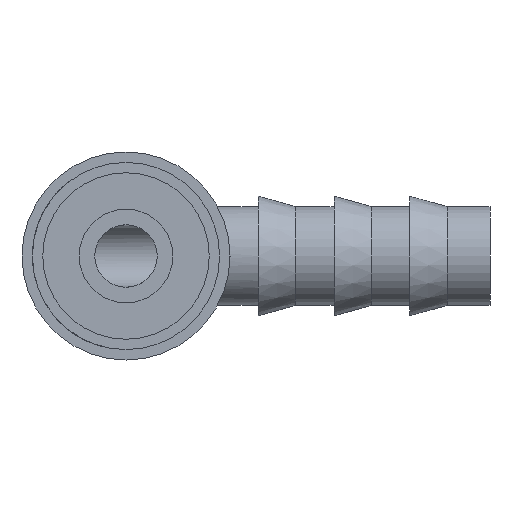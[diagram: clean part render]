
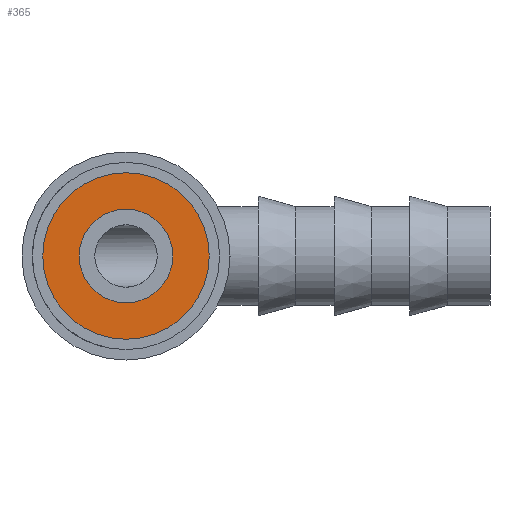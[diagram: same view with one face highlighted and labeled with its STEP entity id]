
A CAD part, left-side view. The second image highlights one B-rep face of the part: STEP entity #365.
In plain terms, the highlighted planar face has unit normal (-1, 0, 0).
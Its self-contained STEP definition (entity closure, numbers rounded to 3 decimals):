
#244 = CARTESIAN_POINT ( 'NONE',  ( 0., 0., 0. ) ) ;
#365 = ADVANCED_FACE ( 'NONE', ( #2538, #4388 ), #2576, .F. ) ;
#495 = DIRECTION ( 'NONE',  ( 1., 0., 0. ) ) ;
#716 = VERTEX_POINT ( 'NONE', #7016 ) ;
#717 = DIRECTION ( 'NONE',  ( 1., 0., 0. ) ) ;
#810 = AXIS2_PLACEMENT_3D ( 'NONE', #5878, #6349, #4571 ) ;
#1048 = EDGE_CURVE ( 'NONE', #7688, #4814, #3339, .T. ) ;
#1312 = DIRECTION ( 'NONE',  ( 1., 0., 0. ) ) ;
#1587 = ORIENTED_EDGE ( 'NONE', *, *, #2104, .T. ) ;
#1997 = AXIS2_PLACEMENT_3D ( 'NONE', #7236, #6017, #5546 ) ;
#2104 = EDGE_CURVE ( 'NONE', #4814, #7688, #2762, .T. ) ;
#2263 = EDGE_LOOP ( 'NONE', ( #1587, #7273 ) ) ;
#2366 = AXIS2_PLACEMENT_3D ( 'NONE', #3500, #495, #2832 ) ;
#2538 = FACE_BOUND ( 'NONE', #2728, .T. ) ;
#2576 = PLANE ( 'NONE',  #3961 ) ;
#2631 = CARTESIAN_POINT ( 'NONE',  ( 0., 0., 8. ) ) ;
#2650 = VERTEX_POINT ( 'NONE', #6226 ) ;
#2728 = EDGE_LOOP ( 'NONE', ( #3416, #7760 ) ) ;
#2762 = CIRCLE ( 'NONE', #1997, 8. ) ;
#2832 = DIRECTION ( 'NONE',  ( 0., 0., -1. ) ) ;
#3238 = CIRCLE ( 'NONE', #7514, 4.5 ) ;
#3339 = CIRCLE ( 'NONE', #810, 8. ) ;
#3370 = CIRCLE ( 'NONE', #2366, 4.5 ) ;
#3416 = ORIENTED_EDGE ( 'NONE', *, *, #4894, .T. ) ;
#3500 = CARTESIAN_POINT ( 'NONE',  ( 0., 0., 0. ) ) ;
#3961 = AXIS2_PLACEMENT_3D ( 'NONE', #6707, #1312, #4933 ) ;
#4388 = FACE_OUTER_BOUND ( 'NONE', #2263, .T. ) ;
#4571 = DIRECTION ( 'NONE',  ( 0., 0., 1. ) ) ;
#4814 = VERTEX_POINT ( 'NONE', #2631 ) ;
#4894 = EDGE_CURVE ( 'NONE', #716, #2650, #3238, .T. ) ;
#4933 = DIRECTION ( 'NONE',  ( 0., 0., -1. ) ) ;
#5534 = DIRECTION ( 'NONE',  ( 0., 0., -1. ) ) ;
#5546 = DIRECTION ( 'NONE',  ( 0., 0., 1. ) ) ;
#5728 = CARTESIAN_POINT ( 'NONE',  ( 0., 0., -8. ) ) ;
#5878 = CARTESIAN_POINT ( 'NONE',  ( 0., 0., 0. ) ) ;
#6017 = DIRECTION ( 'NONE',  ( -1., 0., 0. ) ) ;
#6226 = CARTESIAN_POINT ( 'NONE',  ( 0., 0., -4.5 ) ) ;
#6349 = DIRECTION ( 'NONE',  ( -1., 0., 0. ) ) ;
#6707 = CARTESIAN_POINT ( 'NONE',  ( 0., 0., 0. ) ) ;
#7016 = CARTESIAN_POINT ( 'NONE',  ( 0., 0., 4.5 ) ) ;
#7236 = CARTESIAN_POINT ( 'NONE',  ( 0., 0., 0. ) ) ;
#7273 = ORIENTED_EDGE ( 'NONE', *, *, #1048, .T. ) ;
#7410 = EDGE_CURVE ( 'NONE', #2650, #716, #3370, .T. ) ;
#7514 = AXIS2_PLACEMENT_3D ( 'NONE', #244, #717, #5534 ) ;
#7688 = VERTEX_POINT ( 'NONE', #5728 ) ;
#7760 = ORIENTED_EDGE ( 'NONE', *, *, #7410, .T. ) ;
